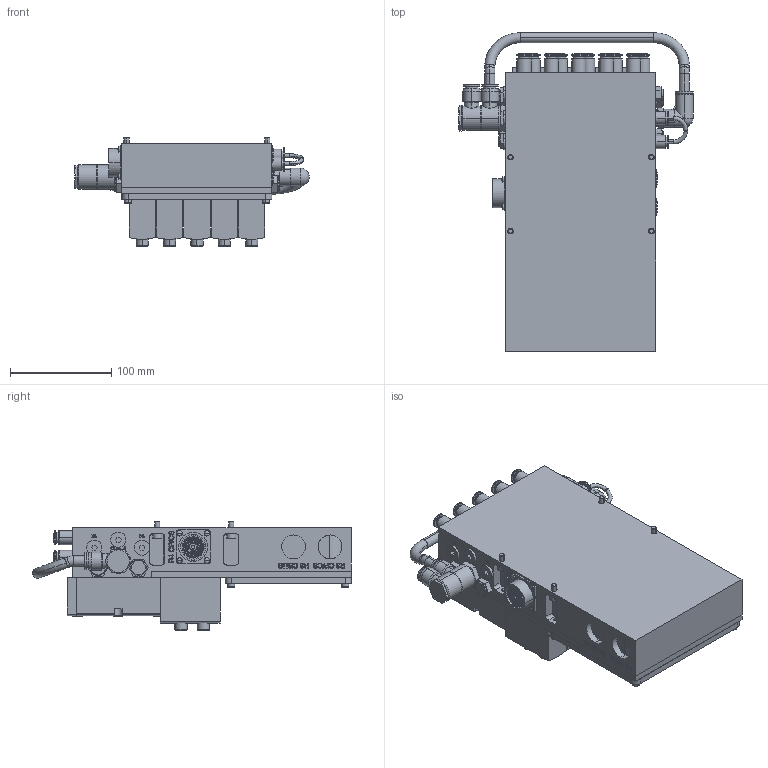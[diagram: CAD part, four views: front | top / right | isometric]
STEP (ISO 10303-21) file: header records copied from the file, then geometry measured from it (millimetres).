
FILE_DESCRIPTION (( 'STEP AP203' ), '1' );
FILE_NAME ('P0037A.STEP', '2018-12-03T09:02:43', ( '' ), ( '' ), 'SwSTEP 2.0', 'SolidWorks 2017', '' );
FILE_SCHEMA (( 'CONFIG_CONTROL_DESIGN' ));
Products named in the file (1): P0037A
Bounding box: 231.25 x 314.39 x 107.5 mm (x, y, z)
Volume: 2935600.1 mm3; surface area: 452034.2 mm2
Topology: 73 solids, 73 shells, 2800 faces, 6712 edges, 4355 vertices
Faces by surface type: plane 1212, cylinder 849, bspline 495, cone 162, torus 55, sphere 27
Entity records: 108198 total; most frequent: CARTESIAN_POINT 44396, ORIENTED_EDGE 13408, DIRECTION 12423, EDGE_CURVE 6704, AXIS2_PLACEMENT_3D 4426, VERTEX_POINT 4354, VECTOR 3571, LINE 3571
